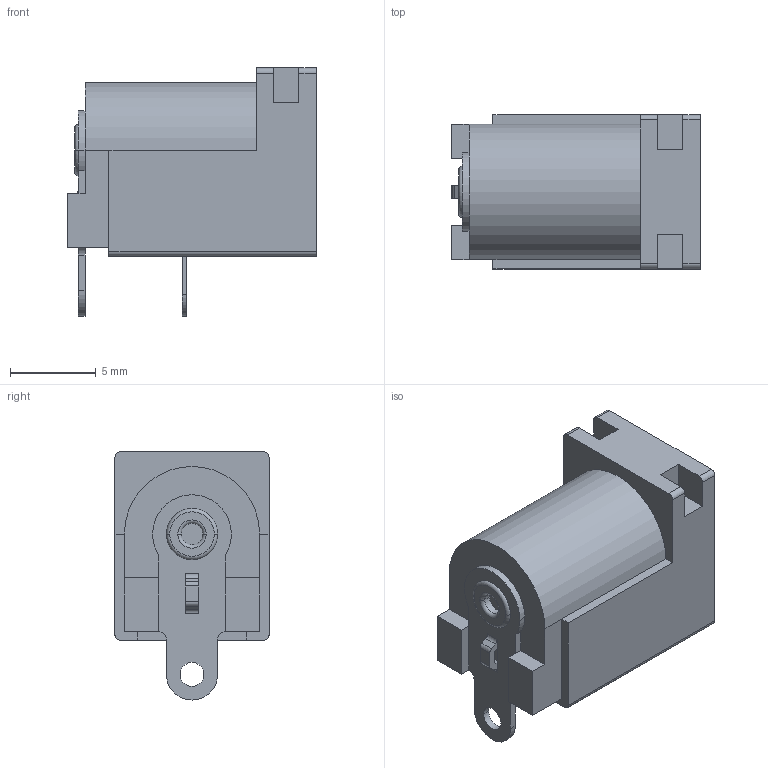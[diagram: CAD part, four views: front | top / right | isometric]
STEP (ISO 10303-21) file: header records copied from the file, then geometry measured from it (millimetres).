
FILE_DESCRIPTION(('FreeCAD Model'),'2;1');
FILE_NAME('CUI_DEVICES_PJ-037AH.step', '2021-02-12T08:39:46',('kicad StepUp'),('ksu MCAD'), 'Open CASCADE STEP processor 7.3','FreeCAD','Unknown');
FILE_SCHEMA(('AUTOMOTIVE_DESIGN { 1 0 10303 214 1 1 1 1 }'));
Length unit declared in the file: millimetre
Products named in the file (1): CUI_DEVICES_PJ-037AH
Bounding box: 14.5 x 9 x 14.5 mm (x, y, z)
Volume: 783.8 mm3; surface area: 1146.8 mm2
Topology: 3 solids, 3 shells, 97 faces, 1276 edges, 5271 vertices
Faces by surface type: plane 60, cylinder 30, torus 6, sphere 1
Entity records: 15240 total; most frequent: CARTESIAN_POINT 6674, DIRECTION 1836, GEOMETRIC_CURVE_SET 1021, TRIMMED_CURVE 1020, LINE 900, VECTOR 900, ORIENTED_EDGE 510, AXIS2_PLACEMENT_3D 468
